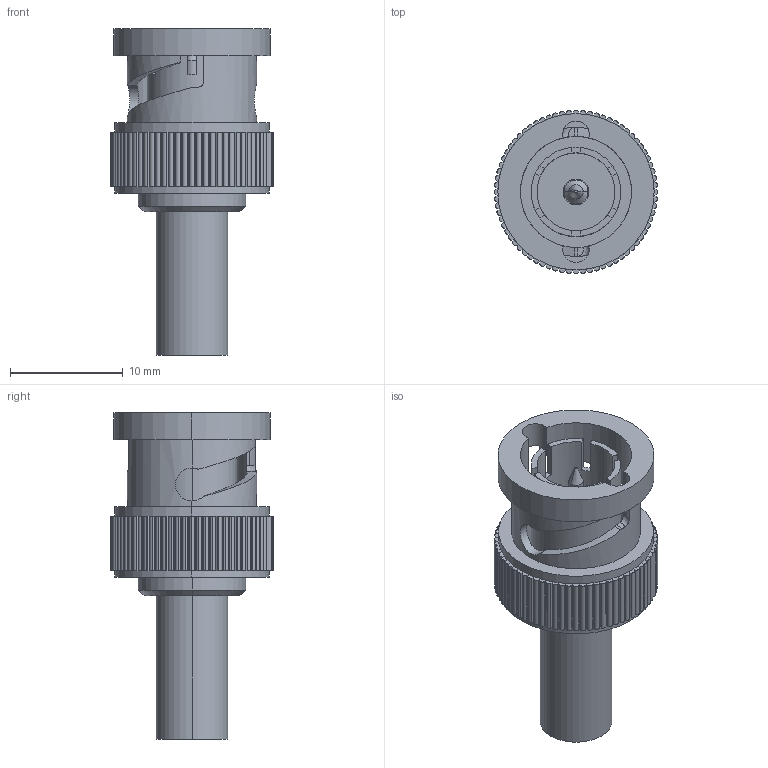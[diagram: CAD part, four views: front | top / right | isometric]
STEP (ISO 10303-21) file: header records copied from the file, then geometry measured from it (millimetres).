
FILE_DESCRIPTION (( 'STEP AP203' ), '1' );
FILE_NAME ('HPC782.STEP', '2006-06-23T19:38:58', ( 'lcom' ), ( 'lcom' ), 'SwSTEP 2.0', 'SolidWorks 2006004', '' );
FILE_SCHEMA (( 'CONFIG_CONTROL_DESIGN' ));
Length unit declared in the file: inch
Products named in the file (4): HPC782-MA3; HPC782-MA1_with flange; HPC782-MA2; HPC782
Assembly tree (3 placements, depth 2):
  HPC782
    HPC782-MA3
    HPC782-MA2
    HPC782-MA1_with flange
Bounding box: 14.48 x 14.48 x 28.91 mm (x, y, z)
Volume: 1451.5 mm3; surface area: 2816 mm2
Topology: 3 solids, 3 shells, 358 faces, 1009 edges, 668 vertices
Faces by surface type: plane 191, cylinder 151, cone 8, bspline 8
Entity records: 12839 total; most frequent: CARTESIAN_POINT 2959, ORIENTED_EDGE 2018, DIRECTION 1987, EDGE_CURVE 1009, AXIS2_PLACEMENT_3D 672, VERTEX_POINT 668, LINE 643, VECTOR 643
